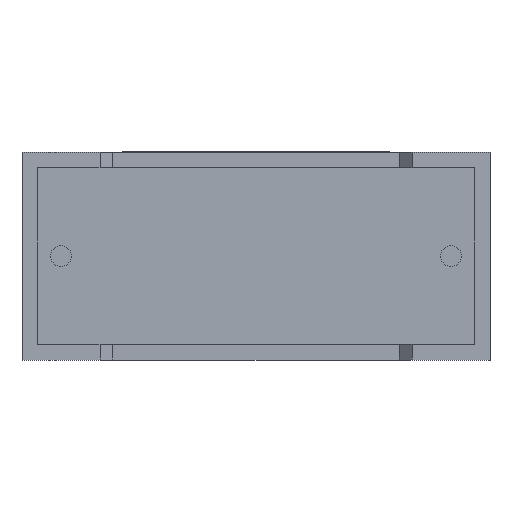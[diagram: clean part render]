
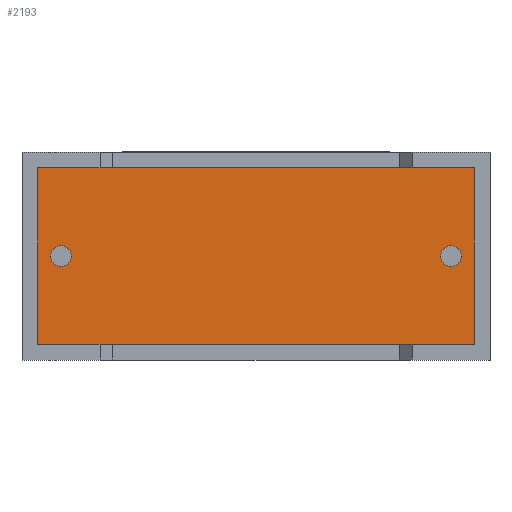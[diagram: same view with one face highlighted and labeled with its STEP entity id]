
A CAD part, front view. The second image highlights one B-rep face of the part: STEP entity #2193.
In plain terms, the highlighted planar face has unit normal (0, -1, 0).
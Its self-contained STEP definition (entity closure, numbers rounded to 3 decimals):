
#51 = CARTESIAN_POINT ( 'NONE',  ( 16.5, 0.75, 4. ) ) ;
#127 = EDGE_CURVE ( 'NONE', #2559, #2791, #1015, .T. ) ;
#181 = DIRECTION ( 'NONE',  ( 0., 0., -1. ) ) ;
#227 = LINE ( 'NONE', #1945, #2805 ) ;
#242 = CARTESIAN_POINT ( 'NONE',  ( 1.5, 0.75, 4. ) ) ;
#252 = AXIS2_PLACEMENT_3D ( 'NONE', #51, #1217, #2196 ) ;
#278 = PLANE ( 'NONE',  #1932 ) ;
#286 = DIRECTION ( 'NONE',  ( 0., -1., 0. ) ) ;
#449 = ORIENTED_EDGE ( 'NONE', *, *, #788, .T. ) ;
#487 = CARTESIAN_POINT ( 'NONE',  ( 0., 0.75, 0. ) ) ;
#511 = ORIENTED_EDGE ( 'NONE', *, *, #1083, .F. ) ;
#622 = CARTESIAN_POINT ( 'NONE',  ( 17.4, 0.75, 0.6 ) ) ;
#745 = FACE_OUTER_BOUND ( 'NONE', #1014, .T. ) ;
#775 = CARTESIAN_POINT ( 'NONE',  ( 0.6, 0.75, 7.4 ) ) ;
#788 = EDGE_CURVE ( 'NONE', #2967, #2533, #1066, .T. ) ;
#803 = CIRCLE ( 'NONE', #2301, 0.4 ) ;
#811 = VERTEX_POINT ( 'NONE', #1513 ) ;
#928 = DIRECTION ( 'NONE',  ( 0., -1., 0. ) ) ;
#1014 = EDGE_LOOP ( 'NONE', ( #2905, #1634, #449, #2306 ) ) ;
#1015 = LINE ( 'NONE', #2710, #2987 ) ;
#1028 = DIRECTION ( 'NONE',  ( 0., 0., -1. ) ) ;
#1066 = LINE ( 'NONE', #1297, #1196 ) ;
#1072 = ORIENTED_EDGE ( 'NONE', *, *, #1270, .F. ) ;
#1083 = EDGE_CURVE ( 'NONE', #1341, #2276, #2739, .T. ) ;
#1104 = CIRCLE ( 'NONE', #1635, 0.4 ) ;
#1141 = CARTESIAN_POINT ( 'NONE',  ( 1.5, 0.75, 4.4 ) ) ;
#1196 = VECTOR ( 'NONE', #1816, 1000. ) ;
#1197 = LINE ( 'NONE', #1941, #1586 ) ;
#1217 = DIRECTION ( 'NONE',  ( 0., -1., 0. ) ) ;
#1270 = EDGE_CURVE ( 'NONE', #2916, #811, #803, .T. ) ;
#1297 = CARTESIAN_POINT ( 'NONE',  ( 17.4, 0.75, 0.6 ) ) ;
#1341 = VERTEX_POINT ( 'NONE', #2925 ) ;
#1390 = DIRECTION ( 'NONE',  ( 0., -1., 0. ) ) ;
#1408 = FACE_BOUND ( 'NONE', #1955, .T. ) ;
#1472 = DIRECTION ( 'NONE',  ( 1., 0., 0. ) ) ;
#1481 = DIRECTION ( 'NONE',  ( -1., 0., 0. ) ) ;
#1513 = CARTESIAN_POINT ( 'NONE',  ( 1.5, 0.75, 3.6 ) ) ;
#1544 = DIRECTION ( 'NONE',  ( 0., 0., -1. ) ) ;
#1586 = VECTOR ( 'NONE', #1481, 1000. ) ;
#1603 = CARTESIAN_POINT ( 'NONE',  ( 0.6, 0.75, 0.6 ) ) ;
#1634 = ORIENTED_EDGE ( 'NONE', *, *, #2500, .T. ) ;
#1635 = AXIS2_PLACEMENT_3D ( 'NONE', #2816, #286, #1028 ) ;
#1640 = ORIENTED_EDGE ( 'NONE', *, *, #2525, .F. ) ;
#1675 = DIRECTION ( 'NONE',  ( 0., 0., -1. ) ) ;
#1686 = CIRCLE ( 'NONE', #2657, 0.4 ) ;
#1691 = DIRECTION ( 'NONE',  ( 0., 0., -1. ) ) ;
#1726 = CARTESIAN_POINT ( 'NONE',  ( 17.4, 0.75, 7.4 ) ) ;
#1808 = ORIENTED_EDGE ( 'NONE', *, *, #2843, .F. ) ;
#1816 = DIRECTION ( 'NONE',  ( 0., 0., 1. ) ) ;
#1932 = AXIS2_PLACEMENT_3D ( 'NONE', #487, #928, #1691 ) ;
#1941 = CARTESIAN_POINT ( 'NONE',  ( 17.4, 0.75, 7.4 ) ) ;
#1945 = CARTESIAN_POINT ( 'NONE',  ( 0.6, 0.75, 0.6 ) ) ;
#1955 = EDGE_LOOP ( 'NONE', ( #1640, #511 ) ) ;
#2193 = ADVANCED_FACE ( 'NONE', ( #1408, #745, #2832 ), #278, .T. ) ;
#2196 = DIRECTION ( 'NONE',  ( 0., 0., -1. ) ) ;
#2276 = VERTEX_POINT ( 'NONE', #2851 ) ;
#2301 = AXIS2_PLACEMENT_3D ( 'NONE', #2564, #2551, #181 ) ;
#2306 = ORIENTED_EDGE ( 'NONE', *, *, #2810, .T. ) ;
#2500 = EDGE_CURVE ( 'NONE', #2791, #2967, #227, .T. ) ;
#2525 = EDGE_CURVE ( 'NONE', #2276, #1341, #1104, .T. ) ;
#2533 = VERTEX_POINT ( 'NONE', #1726 ) ;
#2551 = DIRECTION ( 'NONE',  ( 0., -1., 0. ) ) ;
#2559 = VERTEX_POINT ( 'NONE', #775 ) ;
#2564 = CARTESIAN_POINT ( 'NONE',  ( 1.5, 0.75, 4. ) ) ;
#2657 = AXIS2_PLACEMENT_3D ( 'NONE', #242, #1390, #1675 ) ;
#2710 = CARTESIAN_POINT ( 'NONE',  ( 0.6, 0.75, 7.4 ) ) ;
#2739 = CIRCLE ( 'NONE', #252, 0.4 ) ;
#2791 = VERTEX_POINT ( 'NONE', #1603 ) ;
#2805 = VECTOR ( 'NONE', #1472, 1000. ) ;
#2810 = EDGE_CURVE ( 'NONE', #2533, #2559, #1197, .T. ) ;
#2816 = CARTESIAN_POINT ( 'NONE',  ( 16.5, 0.75, 4. ) ) ;
#2832 = FACE_BOUND ( 'NONE', #2948, .T. ) ;
#2843 = EDGE_CURVE ( 'NONE', #811, #2916, #1686, .T. ) ;
#2851 = CARTESIAN_POINT ( 'NONE',  ( 16.5, 0.75, 4.4 ) ) ;
#2905 = ORIENTED_EDGE ( 'NONE', *, *, #127, .T. ) ;
#2916 = VERTEX_POINT ( 'NONE', #1141 ) ;
#2925 = CARTESIAN_POINT ( 'NONE',  ( 16.5, 0.75, 3.6 ) ) ;
#2948 = EDGE_LOOP ( 'NONE', ( #1072, #1808 ) ) ;
#2967 = VERTEX_POINT ( 'NONE', #622 ) ;
#2987 = VECTOR ( 'NONE', #1544, 1000. ) ;
